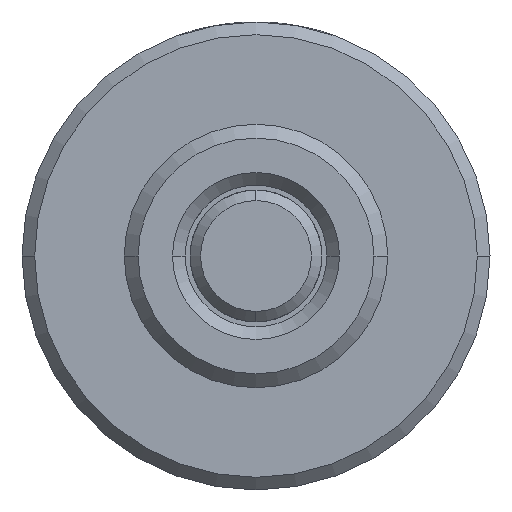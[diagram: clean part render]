
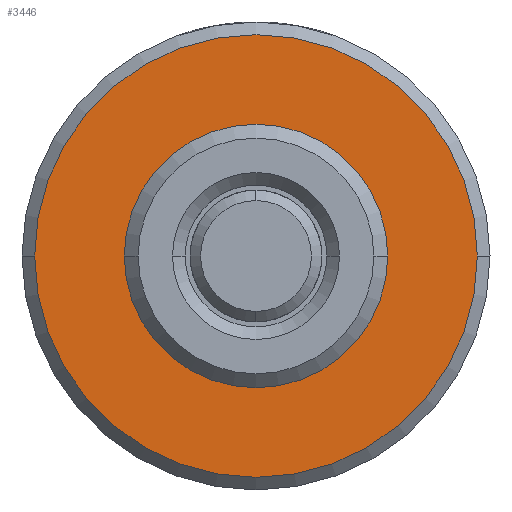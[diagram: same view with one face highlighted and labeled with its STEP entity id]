
A CAD part, left-side view. The second image highlights one B-rep face of the part: STEP entity #3446.
In plain terms, the highlighted planar face has unit normal (-1, 0, 0).
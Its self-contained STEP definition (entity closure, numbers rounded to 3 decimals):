
#11 = CARTESIAN_POINT ( 'NONE',  ( 12.7, 0., 0. ) ) ;
#81 = CARTESIAN_POINT ( 'NONE',  ( 12.7, 0., 0. ) ) ;
#304 = AXIS2_PLACEMENT_3D ( 'NONE', #3621, #5274, #1981 ) ;
#342 = DIRECTION ( 'NONE',  ( 0., 0., -1. ) ) ;
#496 = EDGE_CURVE ( 'NONE', #4270, #4550, #4808, .T. ) ;
#523 = CARTESIAN_POINT ( 'NONE',  ( 12.7, 0., 0. ) ) ;
#1158 = ORIENTED_EDGE ( 'NONE', *, *, #2420, .F. ) ;
#1256 = DIRECTION ( 'NONE',  ( 0., 0., -1. ) ) ;
#1396 = CIRCLE ( 'NONE', #5126, 7.906 ) ;
#1478 = ORIENTED_EDGE ( 'NONE', *, *, #496, .F. ) ;
#1726 = DIRECTION ( 'NONE',  ( 0., 0., -1. ) ) ;
#1981 = DIRECTION ( 'NONE',  ( 0., 0., -1. ) ) ;
#2158 = CARTESIAN_POINT ( 'NONE',  ( 12.7, 0., 7.906 ) ) ;
#2250 = EDGE_LOOP ( 'NONE', ( #1158, #1478 ) ) ;
#2329 = PLANE ( 'NONE',  #4845 ) ;
#2420 = EDGE_CURVE ( 'NONE', #4550, #4270, #4583, .T. ) ;
#2507 = DIRECTION ( 'NONE',  ( 1., 0., 0. ) ) ;
#2765 = CARTESIAN_POINT ( 'NONE',  ( 12.7, 0., 0. ) ) ;
#2794 = DIRECTION ( 'NONE',  ( 1., 0., 0. ) ) ;
#2925 = DIRECTION ( 'NONE',  ( 1., 0., 0. ) ) ;
#3310 = DIRECTION ( 'NONE',  ( 0., 0., -1. ) ) ;
#3311 = DIRECTION ( 'NONE',  ( 1., 0., 0. ) ) ;
#3337 = CIRCLE ( 'NONE', #4562, 7.906 ) ;
#3446 = ADVANCED_FACE ( 'NONE', ( #4055, #4896 ), #2329, .F. ) ;
#3621 = CARTESIAN_POINT ( 'NONE',  ( 12.7, 0., 0. ) ) ;
#3622 = CARTESIAN_POINT ( 'NONE',  ( 12.7, 0., 13.335 ) ) ;
#3626 = VERTEX_POINT ( 'NONE', #4268 ) ;
#3882 = EDGE_CURVE ( 'NONE', #4100, #3626, #3337, .T. ) ;
#3884 = ORIENTED_EDGE ( 'NONE', *, *, #3882, .T. ) ;
#4055 = FACE_OUTER_BOUND ( 'NONE', #2250, .T. ) ;
#4091 = CARTESIAN_POINT ( 'NONE',  ( 12.7, 0., -13.335 ) ) ;
#4100 = VERTEX_POINT ( 'NONE', #2158 ) ;
#4268 = CARTESIAN_POINT ( 'NONE',  ( 12.7, 0., -7.906 ) ) ;
#4270 = VERTEX_POINT ( 'NONE', #4091 ) ;
#4550 = VERTEX_POINT ( 'NONE', #3622 ) ;
#4562 = AXIS2_PLACEMENT_3D ( 'NONE', #81, #2507, #1726 ) ;
#4583 = CIRCLE ( 'NONE', #5189, 13.335 ) ;
#4626 = ORIENTED_EDGE ( 'NONE', *, *, #4678, .T. ) ;
#4678 = EDGE_CURVE ( 'NONE', #3626, #4100, #1396, .T. ) ;
#4808 = CIRCLE ( 'NONE', #304, 13.335 ) ;
#4845 = AXIS2_PLACEMENT_3D ( 'NONE', #2765, #2794, #342 ) ;
#4896 = FACE_BOUND ( 'NONE', #5270, .T. ) ;
#5126 = AXIS2_PLACEMENT_3D ( 'NONE', #523, #2925, #3310 ) ;
#5189 = AXIS2_PLACEMENT_3D ( 'NONE', #11, #3311, #1256 ) ;
#5270 = EDGE_LOOP ( 'NONE', ( #4626, #3884 ) ) ;
#5274 = DIRECTION ( 'NONE',  ( 1., 0., 0. ) ) ;
